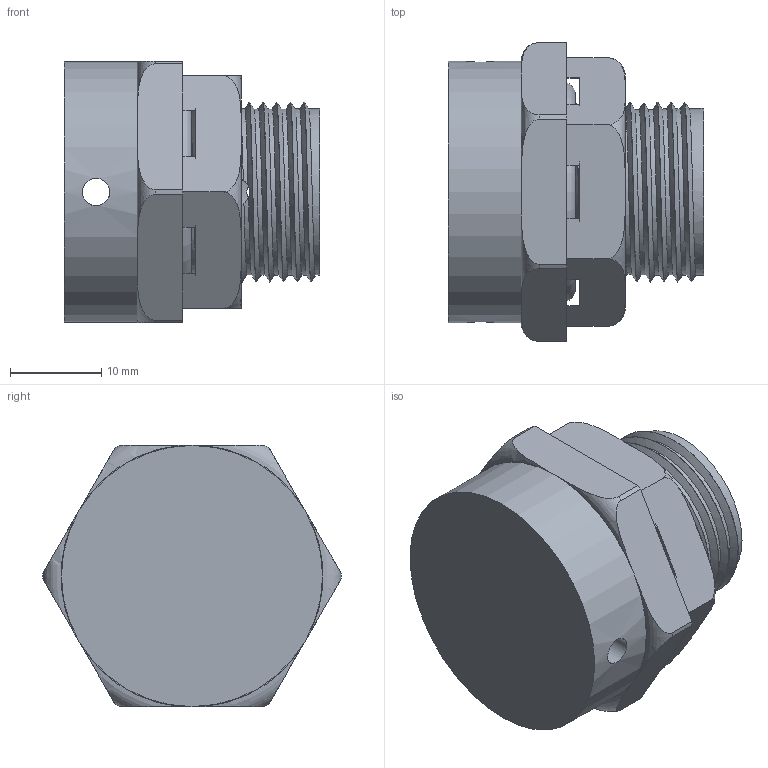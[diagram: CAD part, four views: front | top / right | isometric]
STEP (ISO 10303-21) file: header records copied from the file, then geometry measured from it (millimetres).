
FILE_DESCRIPTION(/* description */ ('EE-Stutzen M 20x1,5'),/* implementation_level */ '2;1');
FILE_NAME(/* name */ '75000521-RST.stp',/* time_stamp */ '2020-04-15T12:20:11+02:00',/* author */ ('sl'),/* organization */ (''),/* preprocessor_version */ 'ST-DEVELOPER v16.5',/* originating_system */ 'Autodesk Inventor 2017',/* authorisation */ '');
FILE_SCHEMA (('AUTOMOTIVE_DESIGN { 1 0 10303 214 3 1 1 }'));
Length unit declared in the file: millimetre
Products named in the file (5): 75000521; EE-Stutzen-10-BT-1003A-74000521; EE-Stutzen-10-BT-1002A-74000521; 74000521; 74000521_1
Assembly tree (4 placements, depth 2):
  75000521
    EE-Stutzen-10-BT-1003A-74000521
    EE-Stutzen-10-BT-1002A-74000521
    74000521
    74000521_1
Bounding box: 28 x 32.7 x 28.58 mm (x, y, z)
Volume: 11620.3 mm3; surface area: 7869.8 mm2
Topology: 4 solids, 4 shells, 101 faces, 283 edges, 182 vertices
Faces by surface type: cylinder 41, plane 34, bspline 15, torus 10, cone 1
Full cylindrical faces by diameter (mm): 3 x5, 5 x1, 13.3 x2, 18.178 x3, 28.58 x1
Entity records: 6601 total; most frequent: CARTESIAN_POINT 4251, ORIENTED_EDGE 492, DIRECTION 395, EDGE_CURVE 246, VERTEX_POINT 165, AXIS2_PLACEMENT_3D 163, EDGE_LOOP 119, B_SPLINE_CURVE_WITH_KNOTS 105
